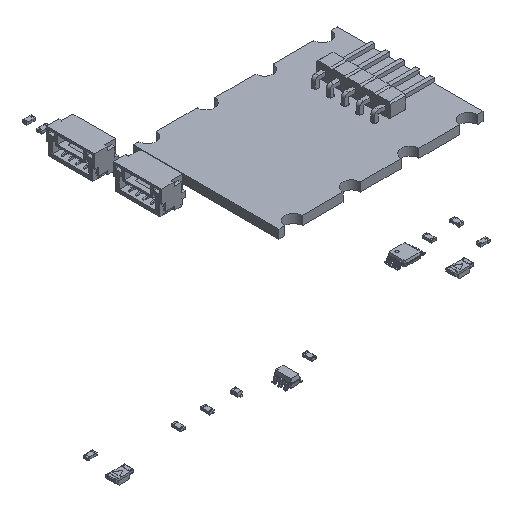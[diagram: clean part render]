
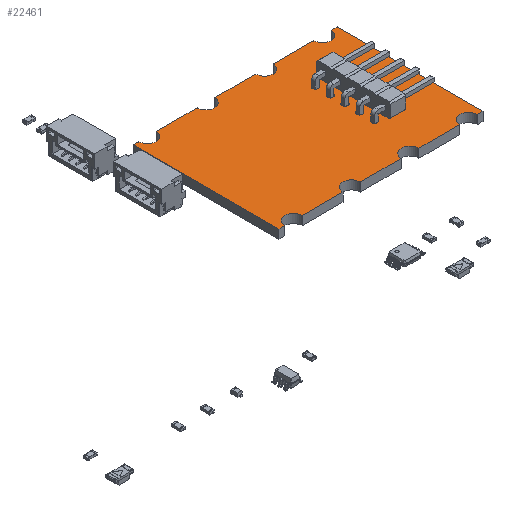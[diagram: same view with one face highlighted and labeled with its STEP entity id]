
A CAD part, isometric view. The second image highlights one B-rep face of the part: STEP entity #22461.
In plain terms, the highlighted planar face has unit normal (0, 0, 1).
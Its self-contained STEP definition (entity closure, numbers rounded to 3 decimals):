
#22157 = VERTEX_POINT('',#22158);
#22158 = CARTESIAN_POINT('',(1.,25.,1.51));
#22164 = EDGE_CURVE('',#22157,#22165,#22167,.T.);
#22165 = VERTEX_POINT('',#22166);
#22166 = CARTESIAN_POINT('',(4.,25.,1.51));
#22167 = CIRCLE('',#22168,1.5);
#22168 = AXIS2_PLACEMENT_3D('',#22169,#22170,#22171);
#22169 = CARTESIAN_POINT('',(2.5,25.,1.51));
#22170 = DIRECTION('',(0.,0.,1.));
#22171 = DIRECTION('',(-1.,0.,-0.));
#22199 = VERTEX_POINT('',#22200);
#22200 = CARTESIAN_POINT('',(0.,25.,1.51));
#22206 = EDGE_CURVE('',#22199,#22157,#22207,.T.);
#22207 = LINE('',#22208,#22209);
#22208 = CARTESIAN_POINT('',(0.,25.,1.51));
#22209 = VECTOR('',#22210,1.);
#22210 = DIRECTION('',(1.,0.,0.));
#22228 = EDGE_CURVE('',#22165,#22229,#22231,.T.);
#22229 = VERTEX_POINT('',#22230);
#22230 = CARTESIAN_POINT('',(11.,25.,1.51));
#22231 = LINE('',#22232,#22233);
#22232 = CARTESIAN_POINT('',(4.,25.,1.51));
#22233 = VECTOR('',#22234,1.);
#22234 = DIRECTION('',(1.,0.,0.));
#22461 = ADVANCED_FACE('',(#22462,#22608,#22619,#22630,#22641,#22652),
  #22663,.T.);
#22462 = FACE_BOUND('',#22463,.T.);
#22463 = EDGE_LOOP('',(#22464,#22465,#22466,#22474,#22482,#22491,#22499,
    #22508,#22516,#22525,#22533,#22542,#22550,#22558,#22566,#22575,
    #22583,#22592,#22600,#22607));
#22464 = ORIENTED_EDGE('',*,*,#22164,.F.);
#22465 = ORIENTED_EDGE('',*,*,#22206,.F.);
#22466 = ORIENTED_EDGE('',*,*,#22467,.F.);
#22467 = EDGE_CURVE('',#22468,#22199,#22470,.T.);
#22468 = VERTEX_POINT('',#22469);
#22469 = CARTESIAN_POINT('',(0.,0.,1.51));
#22470 = LINE('',#22471,#22472);
#22471 = CARTESIAN_POINT('',(0.,0.,1.51));
#22472 = VECTOR('',#22473,1.);
#22473 = DIRECTION('',(0.,1.,0.));
#22474 = ORIENTED_EDGE('',*,*,#22475,.F.);
#22475 = EDGE_CURVE('',#22476,#22468,#22478,.T.);
#22476 = VERTEX_POINT('',#22477);
#22477 = CARTESIAN_POINT('',(1.,0.,1.51));
#22478 = LINE('',#22479,#22480);
#22479 = CARTESIAN_POINT('',(1.,0.,1.51));
#22480 = VECTOR('',#22481,1.);
#22481 = DIRECTION('',(-1.,0.,0.));
#22482 = ORIENTED_EDGE('',*,*,#22483,.F.);
#22483 = EDGE_CURVE('',#22484,#22476,#22486,.T.);
#22484 = VERTEX_POINT('',#22485);
#22485 = CARTESIAN_POINT('',(4.,0.,1.51));
#22486 = CIRCLE('',#22487,1.5);
#22487 = AXIS2_PLACEMENT_3D('',#22488,#22489,#22490);
#22488 = CARTESIAN_POINT('',(2.5,0.,1.51));
#22489 = DIRECTION('',(0.,0.,1.));
#22490 = DIRECTION('',(1.,0.,-0.));
#22491 = ORIENTED_EDGE('',*,*,#22492,.F.);
#22492 = EDGE_CURVE('',#22493,#22484,#22495,.T.);
#22493 = VERTEX_POINT('',#22494);
#22494 = CARTESIAN_POINT('',(11.,0.,1.51));
#22495 = LINE('',#22496,#22497);
#22496 = CARTESIAN_POINT('',(11.,0.,1.51));
#22497 = VECTOR('',#22498,1.);
#22498 = DIRECTION('',(-1.,0.,0.));
#22499 = ORIENTED_EDGE('',*,*,#22500,.F.);
#22500 = EDGE_CURVE('',#22501,#22493,#22503,.T.);
#22501 = VERTEX_POINT('',#22502);
#22502 = CARTESIAN_POINT('',(14.,0.,1.51));
#22503 = CIRCLE('',#22504,1.5);
#22504 = AXIS2_PLACEMENT_3D('',#22505,#22506,#22507);
#22505 = CARTESIAN_POINT('',(12.5,0.,1.51));
#22506 = DIRECTION('',(0.,0.,1.));
#22507 = DIRECTION('',(1.,0.,-0.));
#22508 = ORIENTED_EDGE('',*,*,#22509,.F.);
#22509 = EDGE_CURVE('',#22510,#22501,#22512,.T.);
#22510 = VERTEX_POINT('',#22511);
#22511 = CARTESIAN_POINT('',(21.,0.,1.51));
#22512 = LINE('',#22513,#22514);
#22513 = CARTESIAN_POINT('',(21.,0.,1.51));
#22514 = VECTOR('',#22515,1.);
#22515 = DIRECTION('',(-1.,0.,0.));
#22516 = ORIENTED_EDGE('',*,*,#22517,.F.);
#22517 = EDGE_CURVE('',#22518,#22510,#22520,.T.);
#22518 = VERTEX_POINT('',#22519);
#22519 = CARTESIAN_POINT('',(24.,0.,1.51));
#22520 = CIRCLE('',#22521,1.5);
#22521 = AXIS2_PLACEMENT_3D('',#22522,#22523,#22524);
#22522 = CARTESIAN_POINT('',(22.5,0.,1.51));
#22523 = DIRECTION('',(0.,0.,1.));
#22524 = DIRECTION('',(1.,0.,-0.));
#22525 = ORIENTED_EDGE('',*,*,#22526,.F.);
#22526 = EDGE_CURVE('',#22527,#22518,#22529,.T.);
#22527 = VERTEX_POINT('',#22528);
#22528 = CARTESIAN_POINT('',(31.,0.,1.51));
#22529 = LINE('',#22530,#22531);
#22530 = CARTESIAN_POINT('',(31.,0.,1.51));
#22531 = VECTOR('',#22532,1.);
#22532 = DIRECTION('',(-1.,0.,0.));
#22533 = ORIENTED_EDGE('',*,*,#22534,.F.);
#22534 = EDGE_CURVE('',#22535,#22527,#22537,.T.);
#22535 = VERTEX_POINT('',#22536);
#22536 = CARTESIAN_POINT('',(34.,0.,1.51));
#22537 = CIRCLE('',#22538,1.5);
#22538 = AXIS2_PLACEMENT_3D('',#22539,#22540,#22541);
#22539 = CARTESIAN_POINT('',(32.5,0.,1.51));
#22540 = DIRECTION('',(0.,0.,1.));
#22541 = DIRECTION('',(1.,0.,-0.));
#22542 = ORIENTED_EDGE('',*,*,#22543,.F.);
#22543 = EDGE_CURVE('',#22544,#22535,#22546,.T.);
#22544 = VERTEX_POINT('',#22545);
#22545 = CARTESIAN_POINT('',(35.,0.,1.51));
#22546 = LINE('',#22547,#22548);
#22547 = CARTESIAN_POINT('',(35.,0.,1.51));
#22548 = VECTOR('',#22549,1.);
#22549 = DIRECTION('',(-1.,0.,0.));
#22550 = ORIENTED_EDGE('',*,*,#22551,.F.);
#22551 = EDGE_CURVE('',#22552,#22544,#22554,.T.);
#22552 = VERTEX_POINT('',#22553);
#22553 = CARTESIAN_POINT('',(35.,25.,1.51));
#22554 = LINE('',#22555,#22556);
#22555 = CARTESIAN_POINT('',(35.,25.,1.51));
#22556 = VECTOR('',#22557,1.);
#22557 = DIRECTION('',(0.,-1.,0.));
#22558 = ORIENTED_EDGE('',*,*,#22559,.F.);
#22559 = EDGE_CURVE('',#22560,#22552,#22562,.T.);
#22560 = VERTEX_POINT('',#22561);
#22561 = CARTESIAN_POINT('',(34.,25.,1.51));
#22562 = LINE('',#22563,#22564);
#22563 = CARTESIAN_POINT('',(34.,25.,1.51));
#22564 = VECTOR('',#22565,1.);
#22565 = DIRECTION('',(1.,0.,0.));
#22566 = ORIENTED_EDGE('',*,*,#22567,.F.);
#22567 = EDGE_CURVE('',#22568,#22560,#22570,.T.);
#22568 = VERTEX_POINT('',#22569);
#22569 = CARTESIAN_POINT('',(31.,25.,1.51));
#22570 = CIRCLE('',#22571,1.5);
#22571 = AXIS2_PLACEMENT_3D('',#22572,#22573,#22574);
#22572 = CARTESIAN_POINT('',(32.5,25.,1.51));
#22573 = DIRECTION('',(0.,0.,1.));
#22574 = DIRECTION('',(-1.,0.,-0.));
#22575 = ORIENTED_EDGE('',*,*,#22576,.F.);
#22576 = EDGE_CURVE('',#22577,#22568,#22579,.T.);
#22577 = VERTEX_POINT('',#22578);
#22578 = CARTESIAN_POINT('',(24.,25.,1.51));
#22579 = LINE('',#22580,#22581);
#22580 = CARTESIAN_POINT('',(24.,25.,1.51));
#22581 = VECTOR('',#22582,1.);
#22582 = DIRECTION('',(1.,0.,0.));
#22583 = ORIENTED_EDGE('',*,*,#22584,.F.);
#22584 = EDGE_CURVE('',#22585,#22577,#22587,.T.);
#22585 = VERTEX_POINT('',#22586);
#22586 = CARTESIAN_POINT('',(21.,25.,1.51));
#22587 = CIRCLE('',#22588,1.5);
#22588 = AXIS2_PLACEMENT_3D('',#22589,#22590,#22591);
#22589 = CARTESIAN_POINT('',(22.5,25.,1.51));
#22590 = DIRECTION('',(0.,0.,1.));
#22591 = DIRECTION('',(-1.,0.,-0.));
#22592 = ORIENTED_EDGE('',*,*,#22593,.F.);
#22593 = EDGE_CURVE('',#22594,#22585,#22596,.T.);
#22594 = VERTEX_POINT('',#22595);
#22595 = CARTESIAN_POINT('',(14.,25.,1.51));
#22596 = LINE('',#22597,#22598);
#22597 = CARTESIAN_POINT('',(14.,25.,1.51));
#22598 = VECTOR('',#22599,1.);
#22599 = DIRECTION('',(1.,0.,0.));
#22600 = ORIENTED_EDGE('',*,*,#22601,.F.);
#22601 = EDGE_CURVE('',#22229,#22594,#22602,.T.);
#22602 = CIRCLE('',#22603,1.5);
#22603 = AXIS2_PLACEMENT_3D('',#22604,#22605,#22606);
#22604 = CARTESIAN_POINT('',(12.5,25.,1.51));
#22605 = DIRECTION('',(0.,0.,1.));
#22606 = DIRECTION('',(-1.,0.,-0.));
#22607 = ORIENTED_EDGE('',*,*,#22228,.F.);
#22608 = FACE_BOUND('',#22609,.T.);
#22609 = EDGE_LOOP('',(#22610));
#22610 = ORIENTED_EDGE('',*,*,#22611,.T.);
#22611 = EDGE_CURVE('',#22612,#22612,#22614,.T.);
#22612 = VERTEX_POINT('',#22613);
#22613 = CARTESIAN_POINT('',(24.25,7.34,1.51));
#22614 = CIRCLE('',#22615,0.5);
#22615 = AXIS2_PLACEMENT_3D('',#22616,#22617,#22618);
#22616 = CARTESIAN_POINT('',(24.25,7.84,1.51));
#22617 = DIRECTION('',(-0.,0.,-1.));
#22618 = DIRECTION('',(-0.,-1.,0.));
#22619 = FACE_BOUND('',#22620,.T.);
#22620 = EDGE_LOOP('',(#22621));
#22621 = ORIENTED_EDGE('',*,*,#22622,.T.);
#22622 = EDGE_CURVE('',#22623,#22623,#22625,.T.);
#22623 = VERTEX_POINT('',#22624);
#22624 = CARTESIAN_POINT('',(24.25,9.88,1.51));
#22625 = CIRCLE('',#22626,0.5);
#22626 = AXIS2_PLACEMENT_3D('',#22627,#22628,#22629);
#22627 = CARTESIAN_POINT('',(24.25,10.38,1.51));
#22628 = DIRECTION('',(-0.,0.,-1.));
#22629 = DIRECTION('',(-0.,-1.,0.));
#22630 = FACE_BOUND('',#22631,.T.);
#22631 = EDGE_LOOP('',(#22632));
#22632 = ORIENTED_EDGE('',*,*,#22633,.T.);
#22633 = EDGE_CURVE('',#22634,#22634,#22636,.T.);
#22634 = VERTEX_POINT('',#22635);
#22635 = CARTESIAN_POINT('',(24.25,12.42,1.51));
#22636 = CIRCLE('',#22637,0.5);
#22637 = AXIS2_PLACEMENT_3D('',#22638,#22639,#22640);
#22638 = CARTESIAN_POINT('',(24.25,12.92,1.51));
#22639 = DIRECTION('',(-0.,0.,-1.));
#22640 = DIRECTION('',(-0.,-1.,0.));
#22641 = FACE_BOUND('',#22642,.T.);
#22642 = EDGE_LOOP('',(#22643));
#22643 = ORIENTED_EDGE('',*,*,#22644,.T.);
#22644 = EDGE_CURVE('',#22645,#22645,#22647,.T.);
#22645 = VERTEX_POINT('',#22646);
#22646 = CARTESIAN_POINT('',(24.25,14.96,1.51));
#22647 = CIRCLE('',#22648,0.5);
#22648 = AXIS2_PLACEMENT_3D('',#22649,#22650,#22651);
#22649 = CARTESIAN_POINT('',(24.25,15.46,1.51));
#22650 = DIRECTION('',(-0.,0.,-1.));
#22651 = DIRECTION('',(-0.,-1.,0.));
#22652 = FACE_BOUND('',#22653,.T.);
#22653 = EDGE_LOOP('',(#22654));
#22654 = ORIENTED_EDGE('',*,*,#22655,.T.);
#22655 = EDGE_CURVE('',#22656,#22656,#22658,.T.);
#22656 = VERTEX_POINT('',#22657);
#22657 = CARTESIAN_POINT('',(24.25,17.5,1.51));
#22658 = CIRCLE('',#22659,0.5);
#22659 = AXIS2_PLACEMENT_3D('',#22660,#22661,#22662);
#22660 = CARTESIAN_POINT('',(24.25,18.,1.51));
#22661 = DIRECTION('',(-0.,0.,-1.));
#22662 = DIRECTION('',(-0.,-1.,0.));
#22663 = PLANE('',#22664);
#22664 = AXIS2_PLACEMENT_3D('',#22665,#22666,#22667);
#22665 = CARTESIAN_POINT('',(0.,0.,1.51));
#22666 = DIRECTION('',(0.,0.,1.));
#22667 = DIRECTION('',(1.,0.,-0.));
